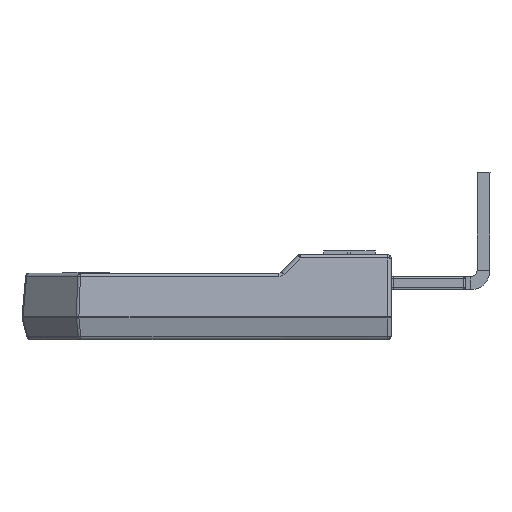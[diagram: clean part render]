
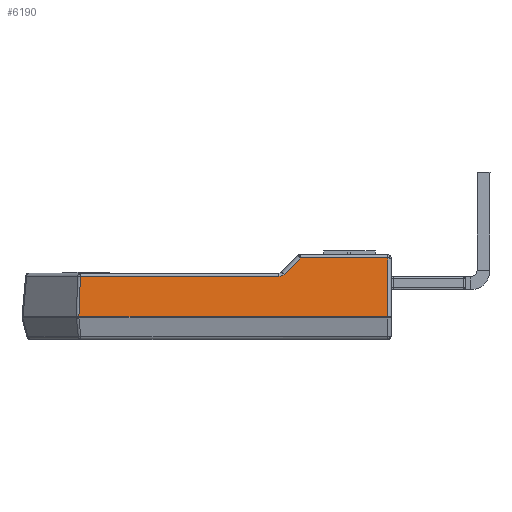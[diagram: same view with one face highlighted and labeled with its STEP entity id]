
A CAD part, left-side view. The second image highlights one B-rep face of the part: STEP entity #6190.
In plain terms, the highlighted planar face has unit normal (-0.996, 0, 0.088).
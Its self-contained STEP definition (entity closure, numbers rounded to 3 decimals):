
#737 = ORIENTED_EDGE ( 'NONE', *, *, #16444, .F. ) ;
#742 = CARTESIAN_POINT ( 'NONE',  ( -9.893, 3.249, 1.2 ) ) ;
#912 = EDGE_CURVE ( 'NONE', #4667, #21502, #9823, .T. ) ;
#2100 = CARTESIAN_POINT ( 'NONE',  ( -9.89, 3.165, 1.233 ) ) ;
#2519 = CARTESIAN_POINT ( 'NONE',  ( -9.697, -0.251, 3.418 ) ) ;
#2569 = CARTESIAN_POINT ( 'NONE',  ( -9.687, -7.951, 3.535 ) ) ;
#2916 = VECTOR ( 'NONE', #12043, 1000. ) ;
#4041 = DIRECTION ( 'NONE',  ( 0., -1., 0. ) ) ;
#4202 = EDGE_LOOP ( 'NONE', ( #737, #22031, #14001, #8866, #7587, #11707, #7043 ) ) ;
#4481 = LINE ( 'NONE', #18246, #13953 ) ;
#4667 = VERTEX_POINT ( 'NONE', #21461 ) ;
#5043 = DIRECTION ( 'NONE',  ( 0.062, -0.706, 0.706 ) ) ;
#5430 = CARTESIAN_POINT ( 'NONE',  ( -9.89, 3.249, 1.233 ) ) ;
#5735 = VERTEX_POINT ( 'NONE', #19707 ) ;
#5969 = DIRECTION ( 'NONE',  ( -0.088, 0., -0.996 ) ) ;
#6140 = CARTESIAN_POINT ( 'NONE',  ( -9.697, 3.085, 3.418 ) ) ;
#6190 = ADVANCED_FACE ( 'NONE', ( #19767 ), #12588, .F. ) ;
#7043 = ORIENTED_EDGE ( 'NONE', *, *, #912, .F. ) ;
#7587 = ORIENTED_EDGE ( 'NONE', *, *, #14535, .F. ) ;
#7770 = VECTOR ( 'NONE', #10912, 1000. ) ;
#7784 = CARTESIAN_POINT ( 'NONE',  ( -9.697, -7.668, 3.418 ) ) ;
#8866 = ORIENTED_EDGE ( 'NONE', *, *, #13450, .F. ) ;
#9823 = B_SPLINE_CURVE_WITH_KNOTS ( 'NONE', 3,
 ( #7784, #12967, #11174, #2569 ),
 .UNSPECIFIED., .F., .F.,
 ( 4, 4 ),
 ( 0., 1. ),
 .UNSPECIFIED. ) ;
#10441 = CARTESIAN_POINT ( 'NONE',  ( -9.609, -13.551, 4.418 ) ) ;
#10912 = DIRECTION ( 'NONE',  ( 0., -1., 0. ) ) ;
#11174 = CARTESIAN_POINT ( 'NONE',  ( -9.693, -7.877, 3.461 ) ) ;
#11707 = ORIENTED_EDGE ( 'NONE', *, *, #18655, .F. ) ;
#12043 = DIRECTION ( 'NONE',  ( 0., 1., 0. ) ) ;
#12475 = LINE ( 'NONE', #5430, #2916 ) ;
#12588 = PLANE ( 'NONE',  #18905 ) ;
#12967 = CARTESIAN_POINT ( 'NONE',  ( -9.697, -7.773, 3.418 ) ) ;
#13415 = CARTESIAN_POINT ( 'NONE',  ( -9.89, -13.551, 1.233 ) ) ;
#13450 = EDGE_CURVE ( 'NONE', #21130, #22099, #4481, .T. ) ;
#13786 = VERTEX_POINT ( 'NONE', #21040 ) ;
#13953 = VECTOR ( 'NONE', #21409, 1000. ) ;
#13996 = EDGE_CURVE ( 'NONE', #22099, #5735, #12475, .T. ) ;
#14001 = ORIENTED_EDGE ( 'NONE', *, *, #13996, .F. ) ;
#14399 = VECTOR ( 'NONE', #5043, 1000. ) ;
#14535 = EDGE_CURVE ( 'NONE', #13786, #21130, #19621, .T. ) ;
#15328 = CARTESIAN_POINT ( 'NONE',  ( -9.687, -7.951, 3.535 ) ) ;
#15567 = VECTOR ( 'NONE', #20694, 1000. ) ;
#16200 = EDGE_CURVE ( 'NONE', #5735, #22037, #21136, .T. ) ;
#16444 = EDGE_CURVE ( 'NONE', #22037, #4667, #21554, .T. ) ;
#18246 = CARTESIAN_POINT ( 'NONE',  ( -9.945, -13.551, 0.605 ) ) ;
#18655 = EDGE_CURVE ( 'NONE', #21502, #13786, #19158, .T. ) ;
#18905 = AXIS2_PLACEMENT_3D ( 'NONE', #742, #21349, #5969 ) ;
#19158 = LINE ( 'NONE', #15328, #14399 ) ;
#19621 = LINE ( 'NONE', #21075, #21558 ) ;
#19707 = CARTESIAN_POINT ( 'NONE',  ( -9.89, 3.165, 1.233 ) ) ;
#19767 = FACE_OUTER_BOUND ( 'NONE', #4202, .T. ) ;
#20694 = DIRECTION ( 'NONE',  ( 0.088, -0.036, 0.995 ) ) ;
#21040 = CARTESIAN_POINT ( 'NONE',  ( -9.609, -8.834, 4.418 ) ) ;
#21075 = CARTESIAN_POINT ( 'NONE',  ( -9.609, 3.249, 4.418 ) ) ;
#21130 = VERTEX_POINT ( 'NONE', #10441 ) ;
#21136 = LINE ( 'NONE', #2100, #15567 ) ;
#21349 = DIRECTION ( 'NONE',  ( 0.996, 0., -0.088 ) ) ;
#21409 = DIRECTION ( 'NONE',  ( -0.088, 0., -0.996 ) ) ;
#21461 = CARTESIAN_POINT ( 'NONE',  ( -9.697, -7.668, 3.418 ) ) ;
#21502 = VERTEX_POINT ( 'NONE', #21820 ) ;
#21554 = LINE ( 'NONE', #2519, #7770 ) ;
#21558 = VECTOR ( 'NONE', #4041, 1000. ) ;
#21820 = CARTESIAN_POINT ( 'NONE',  ( -9.687, -7.951, 3.535 ) ) ;
#22031 = ORIENTED_EDGE ( 'NONE', *, *, #16200, .F. ) ;
#22037 = VERTEX_POINT ( 'NONE', #6140 ) ;
#22099 = VERTEX_POINT ( 'NONE', #13415 ) ;
